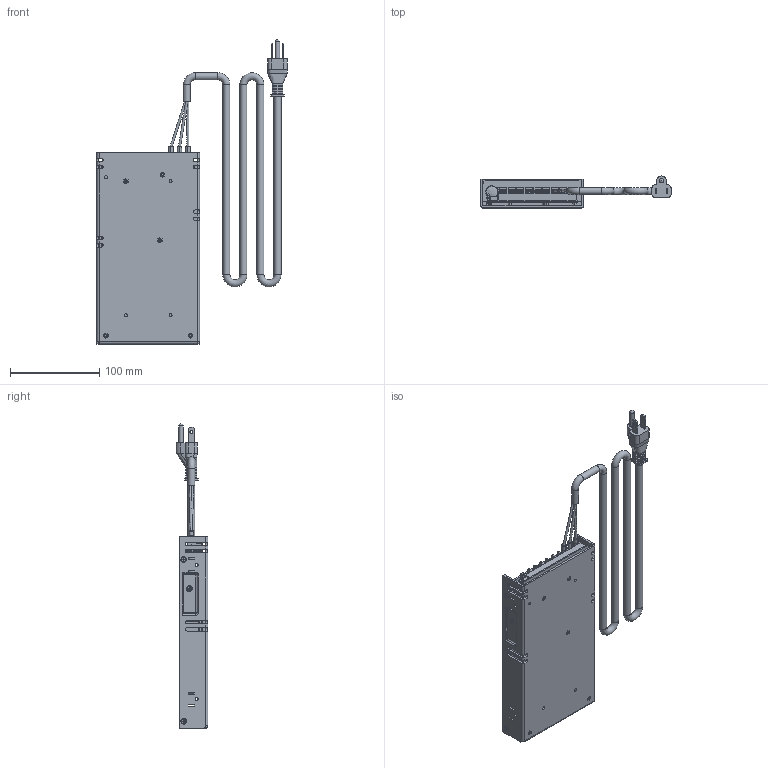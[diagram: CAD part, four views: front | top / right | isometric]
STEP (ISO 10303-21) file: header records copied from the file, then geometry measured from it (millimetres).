
FILE_DESCRIPTION(/* description */ ('Alibre Inc.'),/* implementation_level */ '2;1');
FILE_NAME(/* name */ 'export-00224B98-2278-424A-8240-847F611CEF75',/* time_stamp */ '2018-12-20T15:40:42-05:00',/* author */ (''),/* organization */ (''),/* preprocessor_version */ 'ST-DEVELOPER v17',/* originating_system */ 'Alibre',/* authorisation */ '');
FILE_SCHEMA (('AUTOMOTIVE_DESIGN'));
Length unit declared in the file: inch
Bounding box: 212.98 x 35.51 x 340.74 mm (x, y, z)
Volume: 215715.7 mm3; surface area: 265967 mm2
Topology: 65 solids, 66 shells, 3036 faces, 8106 edges, 5332 vertices
Faces by surface type: plane 1917, cylinder 476, bspline 388, cone 152, torus 76, sphere 26, extrusion 1
Full cylindrical faces by diameter (mm): 1.04 x1, 2.794 x1, 3.048 x2, 3.175 x18, 3.251 x14, 3.378 x18, 3.404 x1, 3.505 x9, 3.835 x2, 4.191 x5, 4.826 x1, 5.588 x9, 6.807 x2, 6.858 x9, 7.874 x6, 8.128 x1
Entity records: 74670 total; most frequent: CARTESIAN_POINT 19623, ORIENTED_EDGE 12012, DIRECTION 8273, EDGE_CURVE 6006, VECTOR 4378, LINE 4377, VERTEX_POINT 3976, AXIS2_PLACEMENT_3D 2686
